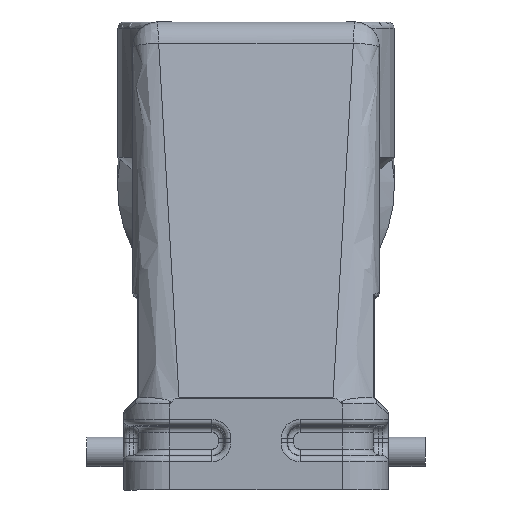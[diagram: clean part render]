
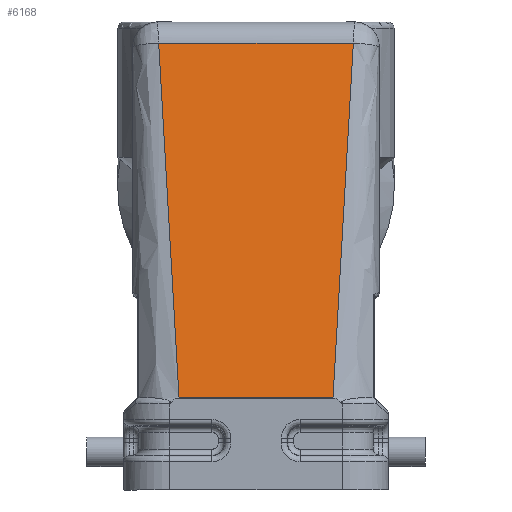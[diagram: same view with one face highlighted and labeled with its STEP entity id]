
A CAD part, left-side view. The second image highlights one B-rep face of the part: STEP entity #6168.
In plain terms, the highlighted planar face has unit normal (-0.99, 0, 0.139).
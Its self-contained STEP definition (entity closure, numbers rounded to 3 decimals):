
#5515=FACE_OUTER_BOUND('',#9066,.T.);
#6168=ADVANCED_FACE('',(#5515),#6736,.T.);
#6736=PLANE('',#16217);
#7233=LINE('',#19741,#7959);
#7571=LINE('',#22092,#8363);
#7572=LINE('',#22094,#8364);
#7573=LINE('',#22096,#8365);
#7959=VECTOR('',#16900,1.);
#8363=VECTOR('',#17930,1.);
#8364=VECTOR('',#17931,1.);
#8365=VECTOR('',#17932,1.);
#9066=EDGE_LOOP('',(#10715,#10716,#10717,#10718));
#10715=ORIENTED_EDGE('',*,*,#13948,.T.);
#10716=ORIENTED_EDGE('',*,*,#14524,.T.);
#10717=ORIENTED_EDGE('',*,*,#14525,.T.);
#10718=ORIENTED_EDGE('',*,*,#14526,.T.);
#12922=VERTEX_POINT('',#19726);
#12925=VERTEX_POINT('',#19740);
#13313=VERTEX_POINT('',#22093);
#13314=VERTEX_POINT('',#22095);
#13948=EDGE_CURVE('',#12922,#12925,#7233,.T.);
#14524=EDGE_CURVE('',#12925,#13313,#7571,.T.);
#14525=EDGE_CURVE('',#13313,#13314,#7572,.T.);
#14526=EDGE_CURVE('',#13314,#12922,#7573,.T.);
#16217=AXIS2_PLACEMENT_3D('',#22097,#17933,#17934);
#16900=DIRECTION('',(0.,1.,0.));
#17930=DIRECTION('',(-0.139,-0.057,-0.989));
#17931=DIRECTION('',(0.,-1.,0.));
#17932=DIRECTION('',(0.139,-0.057,0.989));
#17933=DIRECTION('',(-0.99,0.,0.139));
#17934=DIRECTION('',(-0.139,0.,-0.99));
#19726=CARTESIAN_POINT('',(-38.661,-15.802,72.557));
#19740=CARTESIAN_POINT('',(-38.661,15.802,72.557));
#19741=CARTESIAN_POINT('',(-38.661,-15.802,72.557));
#22092=CARTESIAN_POINT('',(-38.661,15.802,72.557));
#22093=CARTESIAN_POINT('',(-46.74,12.504,15.069));
#22094=CARTESIAN_POINT('',(-46.74,12.504,15.069));
#22095=CARTESIAN_POINT('',(-46.74,-12.504,15.069));
#22096=CARTESIAN_POINT('',(-46.74,-12.504,15.069));
#22097=CARTESIAN_POINT('',(-37.734,16.802,79.149));
